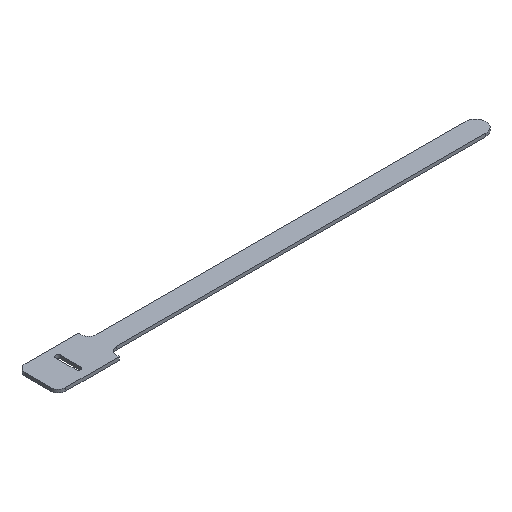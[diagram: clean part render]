
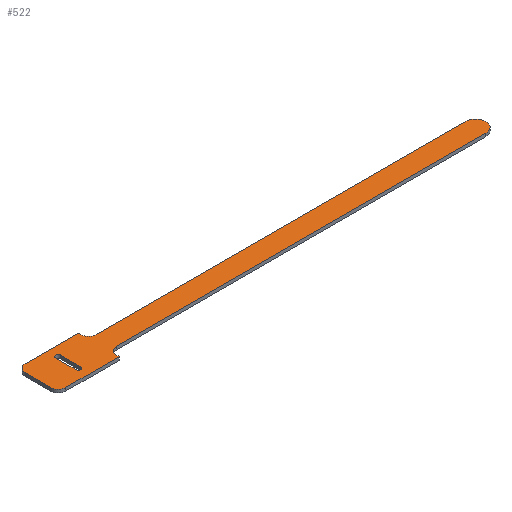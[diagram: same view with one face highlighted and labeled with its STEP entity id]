
A CAD part, isometric view. The second image highlights one B-rep face of the part: STEP entity #522.
In plain terms, the highlighted planar face has unit normal (0, 0, 1).
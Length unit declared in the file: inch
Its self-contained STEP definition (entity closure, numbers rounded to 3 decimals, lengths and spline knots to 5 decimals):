
#132=DIRECTION('',(-1.,0.,0.));
#133=VECTOR('',#132,9.06);
#134=CARTESIAN_POINT('',(10.75,0.25,0.08));
#135=LINE('',#134,#133);
#136=CARTESIAN_POINT('',(10.75,0.,0.08));
#137=DIRECTION('',(0.,0.,1.));
#138=DIRECTION('',(0.,-1.,0.));
#139=AXIS2_PLACEMENT_3D('',#136,#137,#138);
#141=DIRECTION('',(1.,0.,0.));
#142=VECTOR('',#141,9.06);
#143=CARTESIAN_POINT('',(1.69,-0.25,0.08));
#144=LINE('',#143,#142);
#145=CARTESIAN_POINT('',(1.69,-0.44,0.08));
#146=DIRECTION('',(0.,0.,-1.));
#147=DIRECTION('',(-1.,0.,0.));
#148=AXIS2_PLACEMENT_3D('',#145,#146,#147);
#150=DIRECTION('',(0.,1.,0.));
#151=VECTOR('',#150,0.06);
#152=CARTESIAN_POINT('',(1.5,-0.5,0.08));
#153=LINE('',#152,#151);
#154=DIRECTION('',(1.,0.,0.));
#155=VECTOR('',#154,1.31);
#156=CARTESIAN_POINT('',(0.19,-0.5,0.08));
#157=LINE('',#156,#155);
#158=CARTESIAN_POINT('',(0.19,-0.31,0.08));
#159=DIRECTION('',(0.,0.,1.));
#160=DIRECTION('',(-1.,0.,0.));
#161=AXIS2_PLACEMENT_3D('',#158,#159,#160);
#163=DIRECTION('',(0.,-1.,0.));
#164=VECTOR('',#163,0.62);
#165=CARTESIAN_POINT('',(0.,0.31,0.08));
#166=LINE('',#165,#164);
#167=CARTESIAN_POINT('',(0.19,0.31,0.08));
#168=DIRECTION('',(0.,0.,1.));
#169=DIRECTION('',(0.,1.,0.));
#170=AXIS2_PLACEMENT_3D('',#167,#168,#169);
#172=DIRECTION('',(-1.,0.,0.));
#173=VECTOR('',#172,1.31);
#174=CARTESIAN_POINT('',(1.5,0.5,0.08));
#175=LINE('',#174,#173);
#176=DIRECTION('',(0.,1.,0.));
#177=VECTOR('',#176,0.06);
#178=CARTESIAN_POINT('',(1.5,0.44,0.08));
#179=LINE('',#178,#177);
#180=CARTESIAN_POINT('',(1.69,0.44,0.08));
#181=DIRECTION('',(0.,0.,-1.));
#182=DIRECTION('',(0.,-1.,0.));
#183=AXIS2_PLACEMENT_3D('',#180,#181,#182);
#185=DIRECTION('',(0.,1.,0.));
#186=VECTOR('',#185,0.5);
#187=CARTESIAN_POINT('',(0.81,-0.25,0.08));
#188=LINE('',#187,#186);
#189=CARTESIAN_POINT('',(0.75,0.25,0.08));
#190=DIRECTION('',(0.,0.,1.));
#191=DIRECTION('',(1.,0.,0.));
#192=AXIS2_PLACEMENT_3D('',#189,#190,#191);
#194=DIRECTION('',(0.,-1.,0.));
#195=VECTOR('',#194,0.5);
#196=CARTESIAN_POINT('',(0.69,0.25,0.08));
#197=LINE('',#196,#195);
#198=CARTESIAN_POINT('',(0.75,-0.25,0.08));
#199=DIRECTION('',(0.,0.,1.));
#200=DIRECTION('',(-1.,0.,0.));
#201=AXIS2_PLACEMENT_3D('',#198,#199,#200);
#243=CARTESIAN_POINT('',(10.75,0.25,0.08));
#244=CARTESIAN_POINT('',(1.69,0.25,0.08));
#245=VERTEX_POINT('',#243);
#246=VERTEX_POINT('',#244);
#247=CARTESIAN_POINT('',(1.5,0.44,0.08));
#248=VERTEX_POINT('',#247);
#249=CARTESIAN_POINT('',(1.5,0.5,0.08));
#250=VERTEX_POINT('',#249);
#251=CARTESIAN_POINT('',(0.19,0.5,0.08));
#252=VERTEX_POINT('',#251);
#253=CARTESIAN_POINT('',(0.,0.31,0.08));
#254=VERTEX_POINT('',#253);
#255=CARTESIAN_POINT('',(0.,-0.31,0.08));
#256=VERTEX_POINT('',#255);
#257=CARTESIAN_POINT('',(0.19,-0.5,0.08));
#258=VERTEX_POINT('',#257);
#259=CARTESIAN_POINT('',(1.5,-0.5,0.08));
#260=VERTEX_POINT('',#259);
#261=CARTESIAN_POINT('',(1.5,-0.44,0.08));
#262=VERTEX_POINT('',#261);
#263=CARTESIAN_POINT('',(1.69,-0.25,0.08));
#264=VERTEX_POINT('',#263);
#265=CARTESIAN_POINT('',(10.75,-0.25,0.08));
#266=VERTEX_POINT('',#265);
#275=CARTESIAN_POINT('',(0.81,-0.25,0.08));
#276=CARTESIAN_POINT('',(0.81,0.25,0.08));
#277=VERTEX_POINT('',#275);
#278=VERTEX_POINT('',#276);
#279=CARTESIAN_POINT('',(0.69,0.25,0.08));
#280=VERTEX_POINT('',#279);
#281=CARTESIAN_POINT('',(0.69,-0.25,0.08));
#282=VERTEX_POINT('',#281);
#493=CARTESIAN_POINT('',(0.,0.,0.08));
#494=DIRECTION('',(0.,0.,1.));
#495=DIRECTION('',(1.,0.,0.));
#496=AXIS2_PLACEMENT_3D('',#493,#494,#495);
#497=PLANE('',#496);
#498=ORIENTED_EDGE('',*,*,#333,.F.);
#499=ORIENTED_EDGE('',*,*,#348,.F.);
#500=ORIENTED_EDGE('',*,*,#362,.F.);
#501=ORIENTED_EDGE('',*,*,#376,.F.);
#502=ORIENTED_EDGE('',*,*,#390,.F.);
#503=ORIENTED_EDGE('',*,*,#404,.F.);
#504=ORIENTED_EDGE('',*,*,#418,.F.);
#505=ORIENTED_EDGE('',*,*,#432,.F.);
#506=ORIENTED_EDGE('',*,*,#446,.F.);
#507=ORIENTED_EDGE('',*,*,#460,.F.);
#508=ORIENTED_EDGE('',*,*,#474,.F.);
#509=ORIENTED_EDGE('',*,*,#487,.F.);
#510=EDGE_LOOP('',(#498,#499,#500,#501,#502,#503,#504,#505,#506,#507,#508,
#509));
#511=FACE_OUTER_BOUND('',#510,.F.);
#513=ORIENTED_EDGE('',*,*,#512,.T.);
#515=ORIENTED_EDGE('',*,*,#514,.T.);
#517=ORIENTED_EDGE('',*,*,#516,.T.);
#519=ORIENTED_EDGE('',*,*,#518,.T.);
#520=EDGE_LOOP('',(#513,#515,#517,#519));
#521=FACE_BOUND('',#520,.F.);
#140=CIRCLE('',#139,0.25);
#149=CIRCLE('',#148,0.19);
#162=CIRCLE('',#161,0.19);
#171=CIRCLE('',#170,0.19);
#184=CIRCLE('',#183,0.19);
#193=CIRCLE('',#192,0.06);
#202=CIRCLE('',#201,0.06);
#333=EDGE_CURVE('',#245,#246,#135,.T.);
#348=EDGE_CURVE('',#266,#245,#140,.T.);
#362=EDGE_CURVE('',#264,#266,#144,.T.);
#376=EDGE_CURVE('',#262,#264,#149,.T.);
#390=EDGE_CURVE('',#260,#262,#153,.T.);
#404=EDGE_CURVE('',#258,#260,#157,.T.);
#418=EDGE_CURVE('',#256,#258,#162,.T.);
#432=EDGE_CURVE('',#254,#256,#166,.T.);
#446=EDGE_CURVE('',#252,#254,#171,.T.);
#460=EDGE_CURVE('',#250,#252,#175,.T.);
#474=EDGE_CURVE('',#248,#250,#179,.T.);
#487=EDGE_CURVE('',#246,#248,#184,.T.);
#512=EDGE_CURVE('',#277,#278,#188,.T.);
#514=EDGE_CURVE('',#278,#280,#193,.T.);
#516=EDGE_CURVE('',#280,#282,#197,.T.);
#518=EDGE_CURVE('',#282,#277,#202,.T.);
#522=ADVANCED_FACE('',(#511,#521),#497,.T.);
